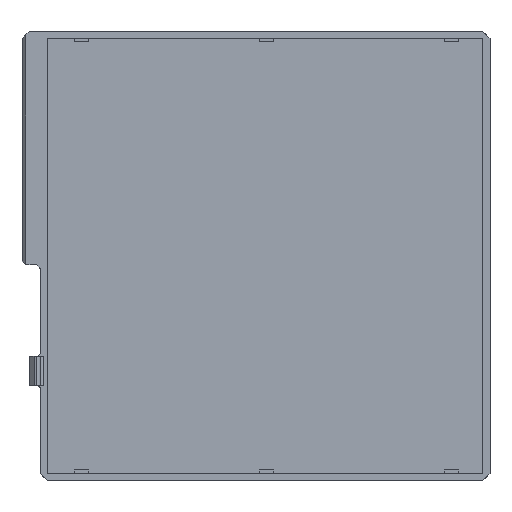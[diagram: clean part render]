
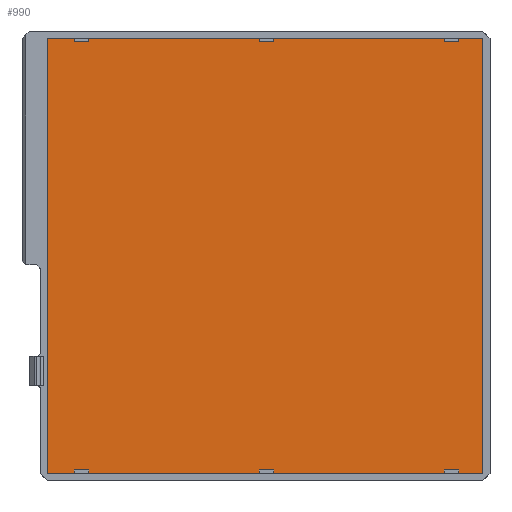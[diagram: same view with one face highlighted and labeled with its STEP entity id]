
A CAD part, top view. The second image highlights one B-rep face of the part: STEP entity #990.
In plain terms, the highlighted planar face has unit normal (0, 0, 1).
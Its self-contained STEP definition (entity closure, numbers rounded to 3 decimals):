
#21 = LINE ( 'NONE', #1008, #1815 ) ;
#58 = CARTESIAN_POINT ( 'NONE',  ( -62.203, 31.746, -33. ) ) ;
#145 = CARTESIAN_POINT ( 'NONE',  ( -60.007, -59.649, -33. ) ) ;
#169 = DIRECTION ( 'NONE',  ( 1., 0., 0. ) ) ;
#176 = VERTEX_POINT ( 'NONE', #224 ) ;
#224 = CARTESIAN_POINT ( 'NONE',  ( -65.203, 31.746, -33. ) ) ;
#275 = CARTESIAN_POINT ( 'NONE',  ( -62.203, 27.746, -33. ) ) ;
#276 = EDGE_CURVE ( 'NONE', #937, #402, #2138, .T. ) ;
#277 = CARTESIAN_POINT ( 'NONE',  ( -60.007, -59.649, -33. ) ) ;
#402 = VERTEX_POINT ( 'NONE', #2029 ) ;
#406 = EDGE_CURVE ( 'NONE', #651, #2004, #1790, .T. ) ;
#419 = CARTESIAN_POINT ( 'NONE',  ( -60.007, -0.45, -33. ) ) ;
#427 = VECTOR ( 'NONE', #675, 1000. ) ;
#457 = VECTOR ( 'NONE', #1532, 1000. ) ;
#488 = FACE_BOUND ( 'NONE', #2247, .T. ) ;
#543 = DIRECTION ( 'NONE',  ( -1., 0., 0. ) ) ;
#562 = DIRECTION ( 'NONE',  ( 0., 1., 0. ) ) ;
#592 = VECTOR ( 'NONE', #2492, 1000. ) ;
#630 = VERTEX_POINT ( 'NONE', #2553 ) ;
#651 = VERTEX_POINT ( 'NONE', #1124 ) ;
#675 = DIRECTION ( 'NONE',  ( 0., 1., 0. ) ) ;
#707 = PLANE ( 'NONE',  #2680 ) ;
#718 = EDGE_CURVE ( 'NONE', #2004, #937, #1173, .T. ) ;
#758 = CARTESIAN_POINT ( 'NONE',  ( -94., 31.746, -33. ) ) ;
#821 = DIRECTION ( 'NONE',  ( 0., -1., 0. ) ) ;
#833 = LINE ( 'NONE', #1658, #592 ) ;
#880 = EDGE_CURVE ( 'NONE', #176, #630, #833, .T. ) ;
#887 = ORIENTED_EDGE ( 'NONE', *, *, #406, .T. ) ;
#927 = CARTESIAN_POINT ( 'NONE',  ( -67.007, -0.45, -33. ) ) ;
#929 = VERTEX_POINT ( 'NONE', #2560 ) ;
#937 = VERTEX_POINT ( 'NONE', #277 ) ;
#982 = VECTOR ( 'NONE', #821, 1000. ) ;
#990 = ADVANCED_FACE ( 'NONE', ( #1931, #488 ), #707, .T. ) ;
#1008 = CARTESIAN_POINT ( 'NONE',  ( -94., 59.55, -33. ) ) ;
#1043 = ORIENTED_EDGE ( 'NONE', *, *, #2557, .F. ) ;
#1053 = EDGE_CURVE ( 'NONE', #2511, #176, #2419, .T. ) ;
#1124 = CARTESIAN_POINT ( 'NONE',  ( -67.007, -0.45, -33. ) ) ;
#1173 = LINE ( 'NONE', #145, #982 ) ;
#1204 = VECTOR ( 'NONE', #543, 1000. ) ;
#1229 = ORIENTED_EDGE ( 'NONE', *, *, #1718, .F. ) ;
#1288 = LINE ( 'NONE', #2318, #427 ) ;
#1506 = EDGE_CURVE ( 'NONE', #929, #651, #2585, .T. ) ;
#1513 = ORIENTED_EDGE ( 'NONE', *, *, #276, .T. ) ;
#1532 = DIRECTION ( 'NONE',  ( 1., 0., 0. ) ) ;
#1534 = CARTESIAN_POINT ( 'NONE',  ( -94., 59.55, -33. ) ) ;
#1553 = DIRECTION ( 'NONE',  ( 0., -1., 0. ) ) ;
#1584 = EDGE_CURVE ( 'NONE', #402, #1919, #1782, .T. ) ;
#1658 = CARTESIAN_POINT ( 'NONE',  ( -65.203, 59.55, -33. ) ) ;
#1718 = EDGE_CURVE ( 'NONE', #929, #1919, #21, .T. ) ;
#1752 = DIRECTION ( 'NONE',  ( 0., -1., 0. ) ) ;
#1782 = LINE ( 'NONE', #2612, #2332 ) ;
#1784 = VERTEX_POINT ( 'NONE', #275 ) ;
#1790 = LINE ( 'NONE', #2650, #2242 ) ;
#1813 = ORIENTED_EDGE ( 'NONE', *, *, #880, .F. ) ;
#1815 = VECTOR ( 'NONE', #2663, 1000. ) ;
#1873 = DIRECTION ( 'NONE',  ( 1., 0., 0. ) ) ;
#1919 = VERTEX_POINT ( 'NONE', #1971 ) ;
#1931 = FACE_OUTER_BOUND ( 'NONE', #2391, .T. ) ;
#1944 = VECTOR ( 'NONE', #1553, 1000. ) ;
#1971 = CARTESIAN_POINT ( 'NONE',  ( 59.193, 59.55, -33. ) ) ;
#2004 = VERTEX_POINT ( 'NONE', #419 ) ;
#2029 = CARTESIAN_POINT ( 'NONE',  ( 59.193, -59.649, -33. ) ) ;
#2040 = ORIENTED_EDGE ( 'NONE', *, *, #2093, .F. ) ;
#2093 = EDGE_CURVE ( 'NONE', #1784, #2511, #1288, .T. ) ;
#2138 = LINE ( 'NONE', #2558, #457 ) ;
#2227 = ORIENTED_EDGE ( 'NONE', *, *, #1053, .F. ) ;
#2242 = VECTOR ( 'NONE', #169, 1000. ) ;
#2243 = VECTOR ( 'NONE', #1873, 1000. ) ;
#2247 = EDGE_LOOP ( 'NONE', ( #2227, #2040, #1043, #1813 ) ) ;
#2318 = CARTESIAN_POINT ( 'NONE',  ( -62.203, 59.55, -33. ) ) ;
#2332 = VECTOR ( 'NONE', #562, 1000. ) ;
#2360 = DIRECTION ( 'NONE',  ( 0., 0., 1. ) ) ;
#2391 = EDGE_LOOP ( 'NONE', ( #887, #2408, #1513, #2589, #1229, #2519 ) ) ;
#2408 = ORIENTED_EDGE ( 'NONE', *, *, #718, .T. ) ;
#2419 = LINE ( 'NONE', #758, #1204 ) ;
#2492 = DIRECTION ( 'NONE',  ( 0., -1., 0. ) ) ;
#2511 = VERTEX_POINT ( 'NONE', #58 ) ;
#2519 = ORIENTED_EDGE ( 'NONE', *, *, #1506, .T. ) ;
#2526 = LINE ( 'NONE', #2550, #2243 ) ;
#2550 = CARTESIAN_POINT ( 'NONE',  ( -94., 27.746, -33. ) ) ;
#2553 = CARTESIAN_POINT ( 'NONE',  ( -65.203, 27.746, -33. ) ) ;
#2557 = EDGE_CURVE ( 'NONE', #630, #1784, #2526, .T. ) ;
#2558 = CARTESIAN_POINT ( 'NONE',  ( -60.007, -59.649, -33. ) ) ;
#2560 = CARTESIAN_POINT ( 'NONE',  ( -67.007, 59.55, -33. ) ) ;
#2585 = LINE ( 'NONE', #927, #1944 ) ;
#2589 = ORIENTED_EDGE ( 'NONE', *, *, #1584, .T. ) ;
#2612 = CARTESIAN_POINT ( 'NONE',  ( 59.193, -59.649, -33. ) ) ;
#2650 = CARTESIAN_POINT ( 'NONE',  ( -94., -0.45, -33. ) ) ;
#2663 = DIRECTION ( 'NONE',  ( 1., 0., 0. ) ) ;
#2680 = AXIS2_PLACEMENT_3D ( 'NONE', #1534, #2360, #1752 ) ;
